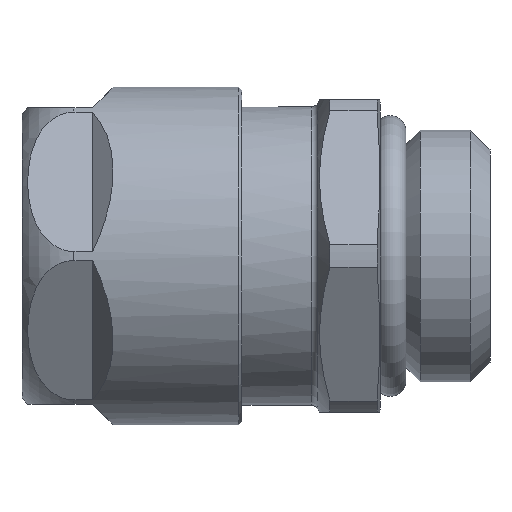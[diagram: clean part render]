
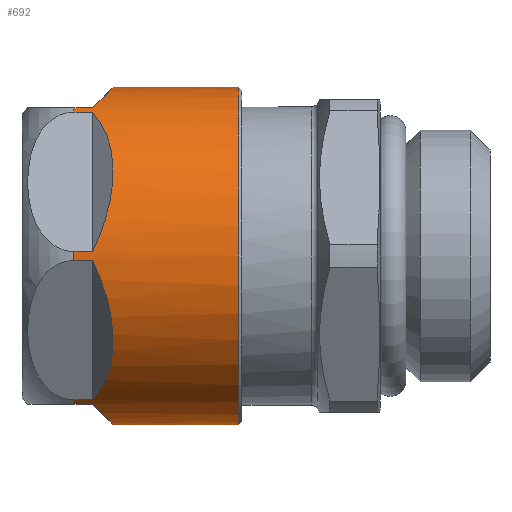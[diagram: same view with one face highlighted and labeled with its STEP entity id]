
A CAD part, left-side view. The second image highlights one B-rep face of the part: STEP entity #692.
In plain terms, the highlighted cylindrical face has radius 10.75 mm (diameter 21.5 mm), a full revolution.
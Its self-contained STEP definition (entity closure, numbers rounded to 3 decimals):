
#57=LINE('',#1183,#87);
#58=LINE('',#1185,#88);
#59=LINE('',#1188,#89);
#60=LINE('',#1190,#90);
#61=LINE('',#1193,#91);
#62=LINE('',#1195,#92);
#63=LINE('',#1198,#93);
#64=LINE('',#1200,#94);
#65=LINE('',#1203,#95);
#66=LINE('',#1205,#96);
#67=LINE('',#1208,#97);
#68=LINE('',#1209,#98);
#87=VECTOR('',#863,1000.);
#88=VECTOR('',#864,1000.);
#89=VECTOR('',#867,1000.);
#90=VECTOR('',#868,1000.);
#91=VECTOR('',#871,1000.);
#92=VECTOR('',#872,1000.);
#93=VECTOR('',#875,1000.);
#94=VECTOR('',#876,1000.);
#95=VECTOR('',#879,1000.);
#96=VECTOR('',#880,1000.);
#97=VECTOR('',#883,1000.);
#98=VECTOR('',#884,1000.);
#117=ELLIPSE('',#757,15.203,10.75);
#118=ELLIPSE('',#758,15.203,10.75);
#119=ELLIPSE('',#759,15.203,10.75);
#120=ELLIPSE('',#760,15.203,10.75);
#121=ELLIPSE('',#761,15.203,10.75);
#122=ELLIPSE('',#762,15.203,10.75);
#123=CYLINDRICAL_SURFACE('',#755,10.75);
#144=FACE_BOUND('',#212,.T.);
#164=FACE_OUTER_BOUND('',#211,.T.);
#211=EDGE_LOOP('',(#478));
#212=EDGE_LOOP('',(#479,#480,#481,#482,#483,#484,#485,#486,#487,#488,#489,
#490,#491,#492,#493,#494,#495,#496,#497,#498,#499,#500,#501,#502));
#274=CIRCLE('',#749,10.75);
#275=CIRCLE('',#750,10.75);
#276=CIRCLE('',#751,10.75);
#277=CIRCLE('',#752,10.75);
#278=CIRCLE('',#753,10.75);
#279=CIRCLE('',#754,10.75);
#280=CIRCLE('',#756,10.75);
#310=VERTEX_POINT('',#1045);
#311=VERTEX_POINT('',#1046);
#312=VERTEX_POINT('',#1066);
#313=VERTEX_POINT('',#1068);
#314=VERTEX_POINT('',#1088);
#315=VERTEX_POINT('',#1090);
#316=VERTEX_POINT('',#1110);
#317=VERTEX_POINT('',#1112);
#318=VERTEX_POINT('',#1132);
#319=VERTEX_POINT('',#1134);
#320=VERTEX_POINT('',#1154);
#321=VERTEX_POINT('',#1156);
#322=VERTEX_POINT('',#1178);
#323=VERTEX_POINT('',#1180);
#324=VERTEX_POINT('',#1181);
#325=VERTEX_POINT('',#1184);
#326=VERTEX_POINT('',#1186);
#327=VERTEX_POINT('',#1189);
#328=VERTEX_POINT('',#1191);
#329=VERTEX_POINT('',#1194);
#330=VERTEX_POINT('',#1196);
#331=VERTEX_POINT('',#1199);
#332=VERTEX_POINT('',#1201);
#333=VERTEX_POINT('',#1204);
#334=VERTEX_POINT('',#1206);
#377=EDGE_CURVE('',#312,#311,#274,.T.);
#379=EDGE_CURVE('',#314,#313,#275,.T.);
#381=EDGE_CURVE('',#316,#315,#276,.T.);
#383=EDGE_CURVE('',#318,#317,#277,.T.);
#385=EDGE_CURVE('',#320,#319,#278,.T.);
#387=EDGE_CURVE('',#310,#321,#279,.T.);
#388=EDGE_CURVE('',#322,#322,#280,.T.);
#389=EDGE_CURVE('',#323,#324,#117,.T.);
#390=EDGE_CURVE('',#324,#316,#57,.T.);
#391=EDGE_CURVE('',#315,#325,#58,.T.);
#392=EDGE_CURVE('',#325,#326,#118,.T.);
#393=EDGE_CURVE('',#326,#314,#59,.T.);
#394=EDGE_CURVE('',#313,#327,#60,.T.);
#395=EDGE_CURVE('',#327,#328,#119,.T.);
#396=EDGE_CURVE('',#328,#312,#61,.T.);
#397=EDGE_CURVE('',#311,#329,#62,.T.);
#398=EDGE_CURVE('',#329,#330,#120,.T.);
#399=EDGE_CURVE('',#330,#310,#63,.T.);
#400=EDGE_CURVE('',#321,#331,#64,.T.);
#401=EDGE_CURVE('',#331,#332,#121,.T.);
#402=EDGE_CURVE('',#332,#320,#65,.T.);
#403=EDGE_CURVE('',#319,#333,#66,.T.);
#404=EDGE_CURVE('',#333,#334,#122,.T.);
#405=EDGE_CURVE('',#334,#318,#67,.T.);
#406=EDGE_CURVE('',#317,#323,#68,.T.);
#478=ORIENTED_EDGE('',*,*,#388,.T.);
#479=ORIENTED_EDGE('',*,*,#389,.T.);
#480=ORIENTED_EDGE('',*,*,#390,.T.);
#481=ORIENTED_EDGE('',*,*,#381,.T.);
#482=ORIENTED_EDGE('',*,*,#391,.T.);
#483=ORIENTED_EDGE('',*,*,#392,.T.);
#484=ORIENTED_EDGE('',*,*,#393,.T.);
#485=ORIENTED_EDGE('',*,*,#379,.T.);
#486=ORIENTED_EDGE('',*,*,#394,.T.);
#487=ORIENTED_EDGE('',*,*,#395,.T.);
#488=ORIENTED_EDGE('',*,*,#396,.T.);
#489=ORIENTED_EDGE('',*,*,#377,.T.);
#490=ORIENTED_EDGE('',*,*,#397,.T.);
#491=ORIENTED_EDGE('',*,*,#398,.T.);
#492=ORIENTED_EDGE('',*,*,#399,.T.);
#493=ORIENTED_EDGE('',*,*,#387,.T.);
#494=ORIENTED_EDGE('',*,*,#400,.T.);
#495=ORIENTED_EDGE('',*,*,#401,.T.);
#496=ORIENTED_EDGE('',*,*,#402,.T.);
#497=ORIENTED_EDGE('',*,*,#385,.T.);
#498=ORIENTED_EDGE('',*,*,#403,.T.);
#499=ORIENTED_EDGE('',*,*,#404,.T.);
#500=ORIENTED_EDGE('',*,*,#405,.T.);
#501=ORIENTED_EDGE('',*,*,#383,.T.);
#502=ORIENTED_EDGE('',*,*,#406,.T.);
#692=ADVANCED_FACE('',(#164,#144),#123,.T.);
#749=AXIS2_PLACEMENT_3D('',#1067,#845,#846);
#750=AXIS2_PLACEMENT_3D('',#1089,#847,#848);
#751=AXIS2_PLACEMENT_3D('',#1111,#849,#850);
#752=AXIS2_PLACEMENT_3D('',#1133,#851,#852);
#753=AXIS2_PLACEMENT_3D('',#1155,#853,#854);
#754=AXIS2_PLACEMENT_3D('',#1176,#855,#856);
#755=AXIS2_PLACEMENT_3D('',#1177,#857,#858);
#756=AXIS2_PLACEMENT_3D('',#1179,#859,#860);
#757=AXIS2_PLACEMENT_3D('',#1182,#861,#862);
#758=AXIS2_PLACEMENT_3D('',#1187,#865,#866);
#759=AXIS2_PLACEMENT_3D('',#1192,#869,#870);
#760=AXIS2_PLACEMENT_3D('',#1197,#873,#874);
#761=AXIS2_PLACEMENT_3D('',#1202,#877,#878);
#762=AXIS2_PLACEMENT_3D('',#1207,#881,#882);
#845=DIRECTION('center_axis',(0.,-1.,0.));
#846=DIRECTION('ref_axis',(0.,0.,-1.));
#847=DIRECTION('center_axis',(0.,-1.,0.));
#848=DIRECTION('ref_axis',(0.,0.,-1.));
#849=DIRECTION('center_axis',(0.,-1.,0.));
#850=DIRECTION('ref_axis',(0.,0.,-1.));
#851=DIRECTION('center_axis',(0.,-1.,0.));
#852=DIRECTION('ref_axis',(0.,0.,-1.));
#853=DIRECTION('center_axis',(0.,-1.,0.));
#854=DIRECTION('ref_axis',(0.,0.,-1.));
#855=DIRECTION('center_axis',(0.,-1.,0.));
#856=DIRECTION('ref_axis',(0.,0.,-1.));
#857=DIRECTION('center_axis',(0.,1.,0.));
#858=DIRECTION('ref_axis',(0.,0.,1.));
#859=DIRECTION('center_axis',(0.,1.,0.));
#860=DIRECTION('ref_axis',(0.,0.,-1.));
#861=DIRECTION('center_axis',(0.,-0.707,-0.707));
#862=DIRECTION('ref_axis',(0.,0.707,-0.707));
#863=DIRECTION('',(0.,1.,0.));
#864=DIRECTION('',(0.,-1.,0.));
#865=DIRECTION('center_axis',(0.612,-0.707,-0.354));
#866=DIRECTION('ref_axis',(0.612,0.707,-0.354));
#867=DIRECTION('',(0.,1.,0.));
#868=DIRECTION('',(0.,-1.,0.));
#869=DIRECTION('center_axis',(0.612,-0.707,0.354));
#870=DIRECTION('ref_axis',(0.612,0.707,0.354));
#871=DIRECTION('',(0.,1.,0.));
#872=DIRECTION('',(0.,-1.,0.));
#873=DIRECTION('center_axis',(0.,-0.707,
0.707));
#874=DIRECTION('ref_axis',(0.,-0.707,-0.707));
#875=DIRECTION('',(0.,1.,0.));
#876=DIRECTION('',(0.,-1.,0.));
#877=DIRECTION('center_axis',(-0.612,-0.707,0.354));
#878=DIRECTION('ref_axis',(0.612,-0.707,-0.354));
#879=DIRECTION('',(0.,1.,0.));
#880=DIRECTION('',(0.,-1.,0.));
#881=DIRECTION('center_axis',(-0.612,-0.707,-0.354));
#882=DIRECTION('ref_axis',(0.612,-0.707,0.354));
#883=DIRECTION('',(0.,1.,0.));
#884=DIRECTION('',(0.,-1.,0.));
#1045=CARTESIAN_POINT('',(5.124,26.493,-9.45));
#1046=CARTESIAN_POINT('',(-5.124,26.493,-9.45));
#1066=CARTESIAN_POINT('',(-5.622,26.493,-9.163));
#1067=CARTESIAN_POINT('Origin',(0.,26.493,0.));
#1068=CARTESIAN_POINT('',(-10.746,26.493,-0.287));
#1088=CARTESIAN_POINT('',(-10.746,26.493,0.287));
#1089=CARTESIAN_POINT('Origin',(0.,26.493,0.));
#1090=CARTESIAN_POINT('',(-5.622,26.493,9.163));
#1110=CARTESIAN_POINT('',(-5.124,26.493,9.45));
#1111=CARTESIAN_POINT('Origin',(0.,26.493,0.));
#1112=CARTESIAN_POINT('',(5.124,26.493,9.45));
#1132=CARTESIAN_POINT('',(5.622,26.493,9.163));
#1133=CARTESIAN_POINT('Origin',(0.,26.493,0.));
#1134=CARTESIAN_POINT('',(10.746,26.493,0.287));
#1154=CARTESIAN_POINT('',(10.746,26.493,-0.287));
#1155=CARTESIAN_POINT('Origin',(0.,26.493,0.));
#1156=CARTESIAN_POINT('',(5.622,26.493,-9.163));
#1176=CARTESIAN_POINT('Origin',(0.,26.493,0.));
#1177=CARTESIAN_POINT('Origin',(0.,29.8,0.));
#1178=CARTESIAN_POINT('',(0.,16.,10.75));
#1179=CARTESIAN_POINT('Origin',(0.,16.,0.));
#1180=CARTESIAN_POINT('',(5.124,25.3,9.45));
#1181=CARTESIAN_POINT('',(-5.124,25.3,9.45));
#1182=CARTESIAN_POINT('Origin',(0.,34.75,
0.));
#1183=CARTESIAN_POINT('',(-5.124,15.8,9.45));
#1184=CARTESIAN_POINT('',(-5.622,25.3,9.163));
#1185=CARTESIAN_POINT('',(-5.622,15.8,9.163));
#1186=CARTESIAN_POINT('',(-10.746,25.3,0.287));
#1187=CARTESIAN_POINT('Origin',(0.,34.75,
0.));
#1188=CARTESIAN_POINT('',(-10.746,15.8,0.287));
#1189=CARTESIAN_POINT('',(-10.746,25.3,-0.287));
#1190=CARTESIAN_POINT('',(-10.746,15.8,-0.287));
#1191=CARTESIAN_POINT('',(-5.622,25.3,-9.163));
#1192=CARTESIAN_POINT('Origin',(0.,34.75,0.));
#1193=CARTESIAN_POINT('',(-5.622,15.8,-9.163));
#1194=CARTESIAN_POINT('',(-5.124,25.3,-9.45));
#1195=CARTESIAN_POINT('',(-5.124,15.8,-9.45));
#1196=CARTESIAN_POINT('',(5.124,25.3,-9.45));
#1197=CARTESIAN_POINT('Origin',(0.,34.75,0.));
#1198=CARTESIAN_POINT('',(5.124,15.8,-9.45));
#1199=CARTESIAN_POINT('',(5.622,25.3,-9.163));
#1200=CARTESIAN_POINT('',(5.622,15.8,-9.163));
#1201=CARTESIAN_POINT('',(10.746,25.3,-0.287));
#1202=CARTESIAN_POINT('Origin',(0.,34.75,
0.));
#1203=CARTESIAN_POINT('',(10.746,15.8,-0.287));
#1204=CARTESIAN_POINT('',(10.746,25.3,0.287));
#1205=CARTESIAN_POINT('',(10.746,15.8,0.287));
#1206=CARTESIAN_POINT('',(5.622,25.3,9.163));
#1207=CARTESIAN_POINT('Origin',(0.,34.75,0.));
#1208=CARTESIAN_POINT('',(5.622,15.8,9.163));
#1209=CARTESIAN_POINT('',(5.124,15.8,9.45));
